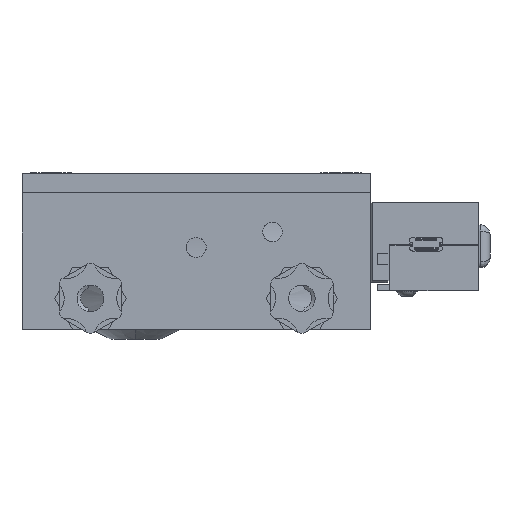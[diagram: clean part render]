
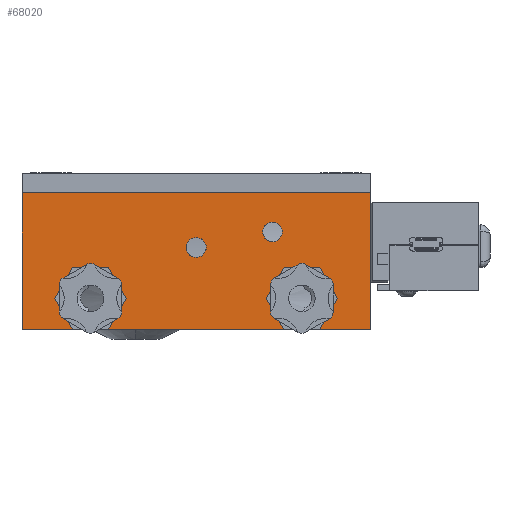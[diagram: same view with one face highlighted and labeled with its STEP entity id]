
A CAD part, front view. The second image highlights one B-rep face of the part: STEP entity #68020.
In plain terms, the highlighted planar face has unit normal (0, -1, 0).
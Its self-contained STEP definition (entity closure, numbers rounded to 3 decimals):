
#120 = FACE_BOUND ( 'NONE', #30269, .T. ) ;
#199 = LINE ( 'NONE', #36579, #46447 ) ;
#621 = VERTEX_POINT ( 'NONE', #69704 ) ;
#1185 = CARTESIAN_POINT ( 'NONE',  ( -35.396, -21.116, 107.587 ) ) ;
#1556 = EDGE_CURVE ( 'NONE', #15881, #37743, #24769, .T. ) ;
#2206 = FACE_BOUND ( 'NONE', #58301, .T. ) ;
#2294 = CARTESIAN_POINT ( 'NONE',  ( 11.104, -21.116, 127.087 ) ) ;
#2841 = CARTESIAN_POINT ( 'NONE',  ( -52.896, -21.116, 134.587 ) ) ;
#3145 = EDGE_CURVE ( 'NONE', #37404, #23494, #10460, .T. ) ;
#4112 = EDGE_CURVE ( 'NONE', #23494, #37404, #22874, .T. ) ;
#5038 = ORIENTED_EDGE ( 'NONE', *, *, #12399, .F. ) ;
#5776 = ORIENTED_EDGE ( 'NONE', *, *, #9572, .F. ) ;
#6534 = AXIS2_PLACEMENT_3D ( 'NONE', #43943, #76776, #19361 ) ;
#7811 = CARTESIAN_POINT ( 'NONE',  ( -52.896, -21.116, 134.587 ) ) ;
#7841 = CARTESIAN_POINT ( 'NONE',  ( 36.104, -21.116, 112.587 ) ) ;
#8334 = CARTESIAN_POINT ( 'NONE',  ( 11.104, -21.116, 124.587 ) ) ;
#9190 = EDGE_LOOP ( 'NONE', ( #5776, #15809 ) ) ;
#9291 = CARTESIAN_POINT ( 'NONE',  ( 36.104, -21.116, 134.587 ) ) ;
#9572 = EDGE_CURVE ( 'NONE', #64376, #46385, #55239, .T. ) ;
#10460 = CIRCLE ( 'NONE', #36656, 4.745 ) ;
#10770 = DIRECTION ( 'NONE',  ( 0., 0., -1. ) ) ;
#10911 = CIRCLE ( 'NONE', #26613, 2.553 ) ;
#11523 = AXIS2_PLACEMENT_3D ( 'NONE', #15484, #79943, #47688 ) ;
#11701 = CARTESIAN_POINT ( 'NONE',  ( -8.396, -21.116, 120.587 ) ) ;
#11847 = VERTEX_POINT ( 'NONE', #35714 ) ;
#12399 = EDGE_CURVE ( 'NONE', #82315, #61857, #63052, .T. ) ;
#14558 = AXIS2_PLACEMENT_3D ( 'NONE', #68189, #55907, #10770 ) ;
#15484 = CARTESIAN_POINT ( 'NONE',  ( 11.104, -21.116, 124.587 ) ) ;
#15809 = ORIENTED_EDGE ( 'NONE', *, *, #39428, .F. ) ;
#15881 = VERTEX_POINT ( 'NONE', #42206 ) ;
#18220 = EDGE_LOOP ( 'NONE', ( #5038, #79302, #76557, #36647 ) ) ;
#19006 = DIRECTION ( 'NONE',  ( 0., -1., 0. ) ) ;
#19361 = DIRECTION ( 'NONE',  ( 0., 0., -1. ) ) ;
#19937 = VERTEX_POINT ( 'NONE', #52267 ) ;
#20308 = DIRECTION ( 'NONE',  ( 0., 0., -1. ) ) ;
#20595 = CARTESIAN_POINT ( 'NONE',  ( 11.104, -21.116, 122.087 ) ) ;
#21144 = DIRECTION ( 'NONE',  ( 0., -1., 0. ) ) ;
#22874 = CIRCLE ( 'NONE', #71680, 4.745 ) ;
#23494 = VERTEX_POINT ( 'NONE', #44926 ) ;
#24769 = CIRCLE ( 'NONE', #14558, 2.553 ) ;
#24883 = CARTESIAN_POINT ( 'NONE',  ( 18.604, -21.116, 107.587 ) ) ;
#25088 = CARTESIAN_POINT ( 'NONE',  ( -8.396, -21.116, 123.14 ) ) ;
#26184 = DIRECTION ( 'NONE',  ( 0., 0., -1. ) ) ;
#26613 = AXIS2_PLACEMENT_3D ( 'NONE', #11701, #75019, #75566 ) ;
#27460 = ORIENTED_EDGE ( 'NONE', *, *, #1556, .F. ) ;
#28969 = VECTOR ( 'NONE', #32941, 1000. ) ;
#29767 = LINE ( 'NONE', #7841, #73929 ) ;
#30269 = EDGE_LOOP ( 'NONE', ( #27460, #80598 ) ) ;
#30909 = DIRECTION ( 'NONE',  ( 0., 0., -1. ) ) ;
#32874 = VERTEX_POINT ( 'NONE', #57471 ) ;
#32941 = DIRECTION ( 'NONE',  ( 1., 0., 0. ) ) ;
#35107 = VECTOR ( 'NONE', #66990, 1000. ) ;
#35714 = CARTESIAN_POINT ( 'NONE',  ( -35.396, -21.116, 102.843 ) ) ;
#36037 = ORIENTED_EDGE ( 'NONE', *, *, #37768, .F. ) ;
#36579 = CARTESIAN_POINT ( 'NONE',  ( 36.104, -21.116, 99.587 ) ) ;
#36647 = ORIENTED_EDGE ( 'NONE', *, *, #82864, .T. ) ;
#36656 = AXIS2_PLACEMENT_3D ( 'NONE', #40193, #21144, #20308 ) ;
#37404 = VERTEX_POINT ( 'NONE', #69298 ) ;
#37743 = VERTEX_POINT ( 'NONE', #25088 ) ;
#37768 = EDGE_CURVE ( 'NONE', #19937, #11847, #80788, .T. ) ;
#38608 = CIRCLE ( 'NONE', #65919, 2.5 ) ;
#39428 = EDGE_CURVE ( 'NONE', #46385, #64376, #38608, .T. ) ;
#40193 = CARTESIAN_POINT ( 'NONE',  ( 18.604, -21.116, 107.587 ) ) ;
#42206 = CARTESIAN_POINT ( 'NONE',  ( -8.396, -21.116, 118.035 ) ) ;
#42741 = AXIS2_PLACEMENT_3D ( 'NONE', #1185, #51383, #26184 ) ;
#43252 = DIRECTION ( 'NONE',  ( 0., -1., 0. ) ) ;
#43943 = CARTESIAN_POINT ( 'NONE',  ( -35.396, -21.116, 107.587 ) ) ;
#44926 = CARTESIAN_POINT ( 'NONE',  ( 18.604, -21.116, 102.843 ) ) ;
#45481 = AXIS2_PLACEMENT_3D ( 'NONE', #69035, #43252, #30909 ) ;
#46385 = VERTEX_POINT ( 'NONE', #2294 ) ;
#46447 = VECTOR ( 'NONE', #62106, 1000. ) ;
#47688 = DIRECTION ( 'NONE',  ( 0., 0., -1. ) ) ;
#51383 = DIRECTION ( 'NONE',  ( 0., -1., 0. ) ) ;
#52267 = CARTESIAN_POINT ( 'NONE',  ( -35.396, -21.116, 112.332 ) ) ;
#52865 = DIRECTION ( 'NONE',  ( 0., 0., -1. ) ) ;
#53837 = CARTESIAN_POINT ( 'NONE',  ( -52.896, -21.116, 112.587 ) ) ;
#55239 = CIRCLE ( 'NONE', #11523, 2.5 ) ;
#55907 = DIRECTION ( 'NONE',  ( 0., -1., 0. ) ) ;
#56381 = EDGE_CURVE ( 'NONE', #621, #32874, #199, .T. ) ;
#57397 = FACE_BOUND ( 'NONE', #68480, .T. ) ;
#57471 = CARTESIAN_POINT ( 'NONE',  ( -52.896, -21.116, 99.587 ) ) ;
#58301 = EDGE_LOOP ( 'NONE', ( #72540, #78802 ) ) ;
#61420 = FACE_OUTER_BOUND ( 'NONE', #18220, .T. ) ;
#61857 = VERTEX_POINT ( 'NONE', #9291 ) ;
#61904 = EDGE_CURVE ( 'NONE', #32874, #82315, #65153, .T. ) ;
#62106 = DIRECTION ( 'NONE',  ( -1., 0., 0. ) ) ;
#63052 = LINE ( 'NONE', #7811, #28969 ) ;
#64376 = VERTEX_POINT ( 'NONE', #20595 ) ;
#65153 = LINE ( 'NONE', #53837, #35107 ) ;
#65919 = AXIS2_PLACEMENT_3D ( 'NONE', #8334, #77542, #52865 ) ;
#66990 = DIRECTION ( 'NONE',  ( 0., 0., 1. ) ) ;
#67789 = ORIENTED_EDGE ( 'NONE', *, *, #79657, .F. ) ;
#68020 = ADVANCED_FACE ( 'NONE', ( #2206, #57397, #68403, #120, #61420 ), #82200, .T. ) ;
#68189 = CARTESIAN_POINT ( 'NONE',  ( -8.396, -21.116, 120.587 ) ) ;
#68403 = FACE_BOUND ( 'NONE', #9190, .T. ) ;
#68480 = EDGE_LOOP ( 'NONE', ( #67789, #36037 ) ) ;
#69035 = CARTESIAN_POINT ( 'NONE',  ( -52.896, -21.116, 112.587 ) ) ;
#69298 = CARTESIAN_POINT ( 'NONE',  ( 18.604, -21.116, 112.332 ) ) ;
#69704 = CARTESIAN_POINT ( 'NONE',  ( 36.104, -21.116, 99.587 ) ) ;
#71489 = EDGE_CURVE ( 'NONE', #37743, #15881, #10911, .T. ) ;
#71680 = AXIS2_PLACEMENT_3D ( 'NONE', #24883, #19006, #82898 ) ;
#72540 = ORIENTED_EDGE ( 'NONE', *, *, #4112, .F. ) ;
#73929 = VECTOR ( 'NONE', #78180, 1000. ) ;
#75019 = DIRECTION ( 'NONE',  ( 0., -1., 0. ) ) ;
#75566 = DIRECTION ( 'NONE',  ( 0., 0., -1. ) ) ;
#76557 = ORIENTED_EDGE ( 'NONE', *, *, #56381, .F. ) ;
#76665 = CIRCLE ( 'NONE', #6534, 4.745 ) ;
#76776 = DIRECTION ( 'NONE',  ( 0., -1., 0. ) ) ;
#77542 = DIRECTION ( 'NONE',  ( 0., -1., 0. ) ) ;
#78180 = DIRECTION ( 'NONE',  ( 0., 0., 1. ) ) ;
#78802 = ORIENTED_EDGE ( 'NONE', *, *, #3145, .F. ) ;
#79302 = ORIENTED_EDGE ( 'NONE', *, *, #61904, .F. ) ;
#79657 = EDGE_CURVE ( 'NONE', #11847, #19937, #76665, .T. ) ;
#79943 = DIRECTION ( 'NONE',  ( 0., -1., 0. ) ) ;
#80598 = ORIENTED_EDGE ( 'NONE', *, *, #71489, .F. ) ;
#80788 = CIRCLE ( 'NONE', #42741, 4.745 ) ;
#82200 = PLANE ( 'NONE',  #45481 ) ;
#82315 = VERTEX_POINT ( 'NONE', #2841 ) ;
#82864 = EDGE_CURVE ( 'NONE', #621, #61857, #29767, .T. ) ;
#82898 = DIRECTION ( 'NONE',  ( 0., 0., -1. ) ) ;
